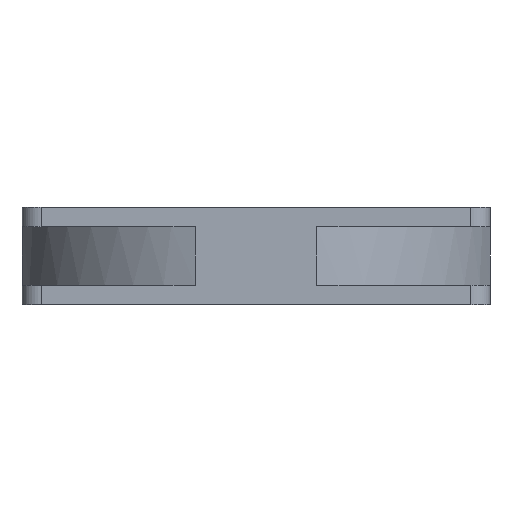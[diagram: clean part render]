
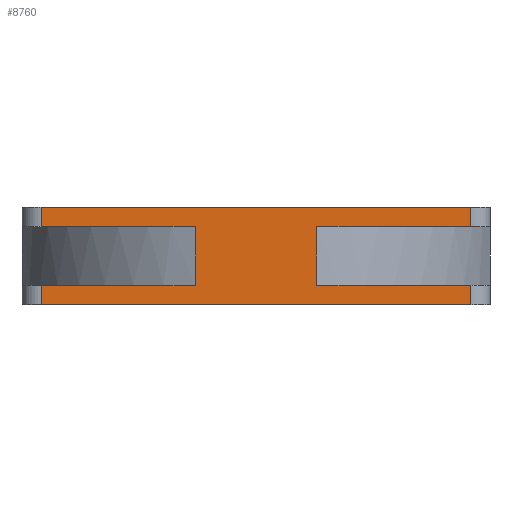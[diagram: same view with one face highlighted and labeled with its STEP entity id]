
A CAD part, front view. The second image highlights one B-rep face of the part: STEP entity #8760.
In plain terms, the highlighted planar face has unit normal (0, -1, 0).
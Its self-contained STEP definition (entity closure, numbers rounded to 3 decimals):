
#1314 = CARTESIAN_POINT ( 'NONE',  ( -53.959, -36.716, 12.5 ) ) ;
#1320 = DIRECTION ( 'NONE',  ( 0., 0., 1. ) ) ;
#1610 = CARTESIAN_POINT ( 'NONE',  ( -53.959, -36.716, 12.5 ) ) ;
#1612 = CARTESIAN_POINT ( 'NONE',  ( -53.959, -36.716, 7.5 ) ) ;
#1619 = CARTESIAN_POINT ( 'NONE',  ( -93.341, -36.716, 7.5 ) ) ;
#1620 = CARTESIAN_POINT ( 'NONE',  ( -93.341, -36.716, -7.5 ) ) ;
#1627 = CARTESIAN_POINT ( 'NONE',  ( -124.583, -36.716, -7.5 ) ) ;
#1630 = CARTESIAN_POINT ( 'NONE',  ( -124.583, -36.716, 7.5 ) ) ;
#1632 = CARTESIAN_POINT ( 'NONE',  ( -163.965, -36.716, 7.5 ) ) ;
#1633 = CARTESIAN_POINT ( 'NONE',  ( -163.965, -36.716, 12.5 ) ) ;
#1650 = CARTESIAN_POINT ( 'NONE',  ( -163.965, -36.716, -7.5 ) ) ;
#2460 = LINE ( 'NONE', #1314, #2463 ) ;
#2463 = VECTOR ( 'NONE', #1320, 1000. ) ;
#2512 = LINE ( 'NONE', #8473, #2514 ) ;
#2514 = VECTOR ( 'NONE', #8474, 1000. ) ;
#2607 = LINE ( 'NONE', #7151, #2612 ) ;
#2611 = LINE ( 'NONE', #7168, #2617 ) ;
#2612 = VECTOR ( 'NONE', #7155, 1000. ) ;
#2617 = VECTOR ( 'NONE', #7171, 1000. ) ;
#2671 = LINE ( 'NONE', #7252, #2673 ) ;
#2673 = VECTOR ( 'NONE', #7253, 1000. ) ;
#2674 = LINE ( 'NONE', #7262, #2676 ) ;
#2675 = LINE ( 'NONE', #7264, #2678 ) ;
#2676 = VECTOR ( 'NONE', #7263, 1000. ) ;
#2677 = LINE ( 'NONE', #7266, #2680 ) ;
#2678 = VECTOR ( 'NONE', #7265, 1000. ) ;
#2679 = LINE ( 'NONE', #7268, #2682 ) ;
#2680 = VECTOR ( 'NONE', #7267, 1000. ) ;
#2681 = LINE ( 'NONE', #7270, #2684 ) ;
#2682 = VECTOR ( 'NONE', #7269, 1000. ) ;
#2683 = LINE ( 'NONE', #7272, #2686 ) ;
#2684 = VECTOR ( 'NONE', #7271, 1000. ) ;
#2685 = LINE ( 'NONE', #7274, #2687 ) ;
#2686 = VECTOR ( 'NONE', #7273, 1000. ) ;
#2687 = VECTOR ( 'NONE', #7275, 1000. ) ;
#2790 = FACE_OUTER_BOUND ( 'NONE', #8149, .T. ) ;
#3332 = ORIENTED_EDGE ( 'NONE', *, *, #7568, .T. ) ;
#3336 = ORIENTED_EDGE ( 'NONE', *, *, #7524, .T. ) ;
#3338 = ORIENTED_EDGE ( 'NONE', *, *, #7567, .F. ) ;
#3339 = ORIENTED_EDGE ( 'NONE', *, *, #6887, .T. ) ;
#3340 = ORIENTED_EDGE ( 'NONE', *, *, #6546, .T. ) ;
#3343 = ORIENTED_EDGE ( 'NONE', *, *, #7565, .F. ) ;
#3344 = ORIENTED_EDGE ( 'NONE', *, *, #7566, .T. ) ;
#3345 = ORIENTED_EDGE ( 'NONE', *, *, #7564, .T. ) ;
#3346 = ORIENTED_EDGE ( 'NONE', *, *, #7562, .F. ) ;
#3347 = ORIENTED_EDGE ( 'NONE', *, *, #7519, .T. ) ;
#3348 = ORIENTED_EDGE ( 'NONE', *, *, #7563, .T. ) ;
#3349 = ORIENTED_EDGE ( 'NONE', *, *, #7559, .T. ) ;
#4288 = CARTESIAN_POINT ( 'NONE',  ( -168.965, -36.716, 12.5 ) ) ;
#4293 = PLANE ( 'NONE',  #5100 ) ;
#4296 = DIRECTION ( 'NONE',  ( 0., 1., 0. ) ) ;
#4297 = DIRECTION ( 'NONE',  ( 0., 0., 1. ) ) ;
#5100 = AXIS2_PLACEMENT_3D ( 'NONE', #4288, #4296, #4297 ) ;
#5140 = VERTEX_POINT ( 'NONE', #1619 ) ;
#5141 = VERTEX_POINT ( 'NONE', #1620 ) ;
#5143 = VERTEX_POINT ( 'NONE', #1610 ) ;
#5149 = VERTEX_POINT ( 'NONE', #1612 ) ;
#5152 = VERTEX_POINT ( 'NONE', #1627 ) ;
#5155 = VERTEX_POINT ( 'NONE', #1630 ) ;
#5157 = VERTEX_POINT ( 'NONE', #1632 ) ;
#5158 = VERTEX_POINT ( 'NONE', #1633 ) ;
#5175 = VERTEX_POINT ( 'NONE', #1650 ) ;
#5186 = VERTEX_POINT ( 'NONE', #6333 ) ;
#5198 = VERTEX_POINT ( 'NONE', #6344 ) ;
#5199 = VERTEX_POINT ( 'NONE', #6345 ) ;
#6333 = CARTESIAN_POINT ( 'NONE',  ( -163.965, -36.716, -12.5 ) ) ;
#6344 = CARTESIAN_POINT ( 'NONE',  ( -53.959, -36.716, -7.5 ) ) ;
#6345 = CARTESIAN_POINT ( 'NONE',  ( -53.959, -36.716, -12.5 ) ) ;
#6546 = EDGE_CURVE ( 'NONE', #5199, #5198, #2460, .T. ) ;
#6887 = EDGE_CURVE ( 'NONE', #5175, #5186, #2512, .T. ) ;
#7151 = CARTESIAN_POINT ( 'NONE',  ( -163.965, -36.716, 12.5 ) ) ;
#7155 = DIRECTION ( 'NONE',  ( 0., 0., -1. ) ) ;
#7168 = CARTESIAN_POINT ( 'NONE',  ( -168.965, -36.716, 7.5 ) ) ;
#7171 = DIRECTION ( 'NONE',  ( 1., 0., 0. ) ) ;
#7252 = CARTESIAN_POINT ( 'NONE',  ( -53.959, -36.716, 12.5 ) ) ;
#7253 = DIRECTION ( 'NONE',  ( 0., 0., 1. ) ) ;
#7262 = CARTESIAN_POINT ( 'NONE',  ( -168.965, -36.716, -7.5 ) ) ;
#7263 = DIRECTION ( 'NONE',  ( 1., 0., 0. ) ) ;
#7264 = CARTESIAN_POINT ( 'NONE',  ( -93.341, -36.716, -12.5 ) ) ;
#7265 = DIRECTION ( 'NONE',  ( 0., 0., 1. ) ) ;
#7266 = CARTESIAN_POINT ( 'NONE',  ( -168.965, -36.716, 7.5 ) ) ;
#7267 = DIRECTION ( 'NONE',  ( 1., 0., 0. ) ) ;
#7268 = CARTESIAN_POINT ( 'NONE',  ( -168.965, -36.716, 12.5 ) ) ;
#7269 = DIRECTION ( 'NONE',  ( 1., 0., 0. ) ) ;
#7270 = CARTESIAN_POINT ( 'NONE',  ( -124.583, -36.716, -12.5 ) ) ;
#7271 = DIRECTION ( 'NONE',  ( 0., 0., -1. ) ) ;
#7272 = CARTESIAN_POINT ( 'NONE',  ( -168.965, -36.716, -7.5 ) ) ;
#7273 = DIRECTION ( 'NONE',  ( 1., 0., 0. ) ) ;
#7274 = CARTESIAN_POINT ( 'NONE',  ( -168.965, -36.716, -12.5 ) ) ;
#7275 = DIRECTION ( 'NONE',  ( 1., 0., 0. ) ) ;
#7519 = EDGE_CURVE ( 'NONE', #5158, #5157, #2607, .T. ) ;
#7524 = EDGE_CURVE ( 'NONE', #5157, #5155, #2611, .T. ) ;
#7559 = EDGE_CURVE ( 'NONE', #5149, #5143, #2671, .T. ) ;
#7562 = EDGE_CURVE ( 'NONE', #5141, #5198, #2674, .T. ) ;
#7563 = EDGE_CURVE ( 'NONE', #5141, #5140, #2675, .T. ) ;
#7564 = EDGE_CURVE ( 'NONE', #5140, #5149, #2677, .T. ) ;
#7565 = EDGE_CURVE ( 'NONE', #5158, #5143, #2679, .T. ) ;
#7566 = EDGE_CURVE ( 'NONE', #5155, #5152, #2681, .T. ) ;
#7567 = EDGE_CURVE ( 'NONE', #5175, #5152, #2683, .T. ) ;
#7568 = EDGE_CURVE ( 'NONE', #5186, #5199, #2685, .T. ) ;
#8149 = EDGE_LOOP ( 'NONE', ( #3346, #3348, #3345, #3349, #3343, #3347, #3336, #3344, #3338, #3339, #3332, #3340 ) ) ;
#8473 = CARTESIAN_POINT ( 'NONE',  ( -163.965, -36.716, 12.5 ) ) ;
#8474 = DIRECTION ( 'NONE',  ( 0., 0., -1. ) ) ;
#8760 = ADVANCED_FACE ( 'NONE', ( #2790 ), #4293, .F. ) ;
